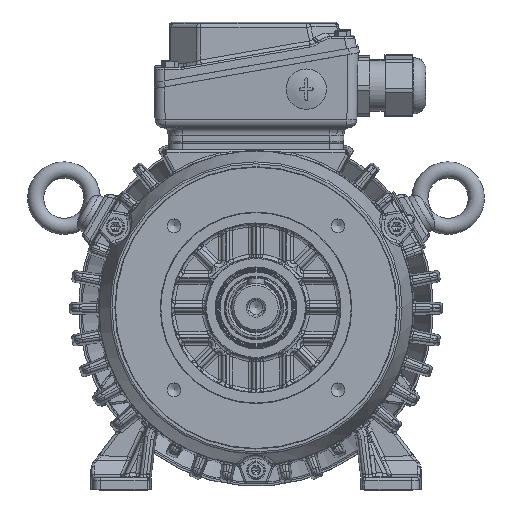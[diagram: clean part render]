
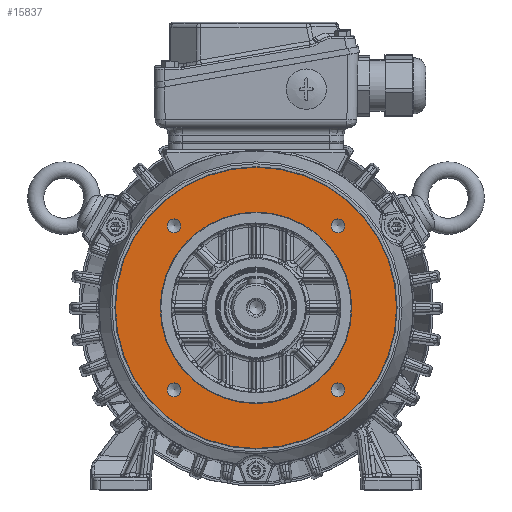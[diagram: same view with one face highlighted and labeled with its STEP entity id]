
A CAD part, top view. The second image highlights one B-rep face of the part: STEP entity #15837.
In plain terms, the highlighted planar face has unit normal (0, 0, 1).
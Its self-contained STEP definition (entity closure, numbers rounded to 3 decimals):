
#14168=PLANE('',#56531);
#15837=ADVANCED_FACE('',(#18867,#18868,#18869,#18870,#18871,#18872),#14168,
 .T.);
#18867=FACE_BOUND('',#20261,.T.);
#18868=FACE_BOUND('',#20262,.T.);
#18869=FACE_BOUND('',#20263,.T.);
#18870=FACE_BOUND('',#20264,.T.);
#18871=FACE_BOUND('',#20265,.T.);
#18872=FACE_BOUND('',#20266,.T.);
#20261=EDGE_LOOP('',(#26858));
#20262=EDGE_LOOP('',(#26859));
#20263=EDGE_LOOP('',(#26860));
#20264=EDGE_LOOP('',(#26861));
#20265=EDGE_LOOP('',(#26862));
#20266=EDGE_LOOP('',(#26863));
#26858=ORIENTED_EDGE('',*,*,#45254,.T.);
#26859=ORIENTED_EDGE('',*,*,#45263,.T.);
#26860=ORIENTED_EDGE('',*,*,#44154,.T.);
#26861=ORIENTED_EDGE('',*,*,#44152,.T.);
#26862=ORIENTED_EDGE('',*,*,#45307,.T.);
#26863=ORIENTED_EDGE('',*,*,#45308,.T.);
#37906=VERTEX_POINT('',#77781);
#37909=VERTEX_POINT('',#77788);
#38559=VERTEX_POINT('',#84964);
#38563=VERTEX_POINT('',#85060);
#38564=VERTEX_POINT('',#85299);
#38565=VERTEX_POINT('',#85301);
#44152=EDGE_CURVE('',#37906,#37906,#51852,.T.);
#44154=EDGE_CURVE('',#37909,#37909,#51854,.T.);
#45254=EDGE_CURVE('',#38559,#38559,#52457,.T.);
#45263=EDGE_CURVE('',#38563,#38563,#52461,.T.);
#45307=EDGE_CURVE('',#38564,#38564,#52473,.T.);
#45308=EDGE_CURVE('',#38565,#38565,#52474,.T.);
#51852=CIRCLE('',#55600,3.4);
#51854=CIRCLE('',#55604,3.4);
#52457=CIRCLE('',#56503,69.732);
#52461=CIRCLE('',#56515,47.5);
#52473=CIRCLE('',#56529,3.4);
#52474=CIRCLE('',#56530,3.4);
#55600=AXIS2_PLACEMENT_3D('',#77780,#63138,#63139);
#55604=AXIS2_PLACEMENT_3D('',#77787,#63146,#63147);
#56503=AXIS2_PLACEMENT_3D('',#84963,#65134,#65135);
#56515=AXIS2_PLACEMENT_3D('',#85059,#65158,#65159);
#56529=AXIS2_PLACEMENT_3D('',#85298,#65186,#65187);
#56530=AXIS2_PLACEMENT_3D('',#85300,#65188,#65189);
#56531=AXIS2_PLACEMENT_3D('',#85302,#65190,#65191);
#63138=DIRECTION('',(0.,0.,-1.));
#63139=DIRECTION('',(-1.,0.,0.));
#63146=DIRECTION('',(0.,0.,-1.));
#63147=DIRECTION('',(-1.,0.,0.));
#65134=DIRECTION('',(0.,0.,1.));
#65135=DIRECTION('',(1.,0.,0.));
#65158=DIRECTION('',(0.,0.,-1.));
#65159=DIRECTION('',(1.,0.,0.));
#65186=DIRECTION('',(0.,0.,-1.));
#65187=DIRECTION('',(-1.,0.,0.));
#65188=DIRECTION('',(0.,0.,-1.));
#65189=DIRECTION('',(-1.,0.,0.));
#65190=DIRECTION('',(0.,0.,1.));
#65191=DIRECTION('',(1.,0.,0.));
#77780=CARTESIAN_POINT('',(20.465,20.465,41.35));
#77781=CARTESIAN_POINT('',(17.065,20.465,41.35));
#77787=CARTESIAN_POINT('',(-60.853,20.465,41.35));
#77788=CARTESIAN_POINT('',(-64.253,20.465,41.35));
#84963=CARTESIAN_POINT('',(-20.194,-20.194,41.35));
#84964=CARTESIAN_POINT('',(49.538,-20.194,41.35));
#85059=CARTESIAN_POINT('',(-20.194,-20.194,41.35));
#85060=CARTESIAN_POINT('',(27.306,-20.194,41.35));
#85298=CARTESIAN_POINT('',(20.465,-60.853,41.35));
#85299=CARTESIAN_POINT('',(17.065,-60.853,41.35));
#85300=CARTESIAN_POINT('',(-60.853,-60.853,41.35));
#85301=CARTESIAN_POINT('',(-64.253,-60.853,41.35));
#85302=CARTESIAN_POINT('',(-20.194,-20.194,41.35));
